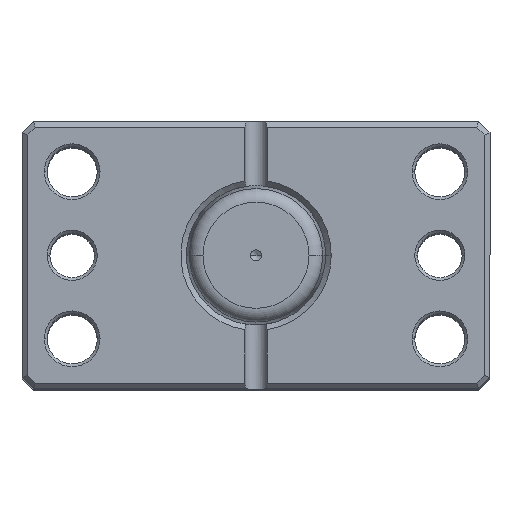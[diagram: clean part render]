
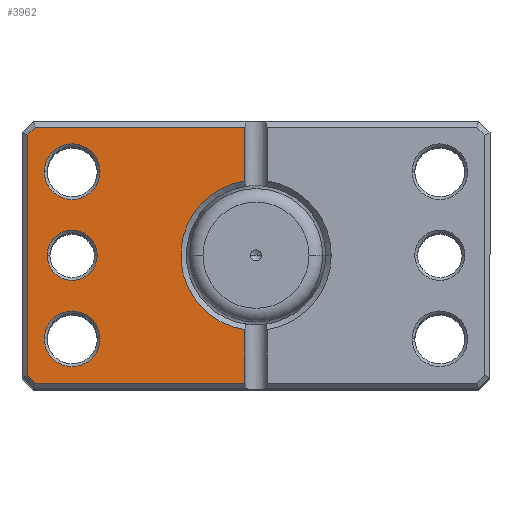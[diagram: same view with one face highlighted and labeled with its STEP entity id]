
A CAD part, top view. The second image highlights one B-rep face of the part: STEP entity #3962.
In plain terms, the highlighted face is planar.
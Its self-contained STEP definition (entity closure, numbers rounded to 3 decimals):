
#22 = FACE_BOUND ( 'NONE', #4403, .T. ) ;
#57 = CIRCLE ( 'NONE', #5854, 13.5 ) ;
#64 = AXIS2_PLACEMENT_3D ( 'NONE', #68, #3908, #628 ) ;
#68 = CARTESIAN_POINT ( 'NONE',  ( 33., 15., 0. ) ) ;
#95 = CARTESIAN_POINT ( 'NONE',  ( 33., -15., 0. ) ) ;
#158 = CARTESIAN_POINT ( 'NONE',  ( 2., 24., 0. ) ) ;
#296 = CIRCLE ( 'NONE', #1677, 4.5 ) ;
#404 = CARTESIAN_POINT ( 'NONE',  ( 0., 0., 0. ) ) ;
#514 = VERTEX_POINT ( 'NONE', #1888 ) ;
#523 = VERTEX_POINT ( 'NONE', #6259 ) ;
#628 = DIRECTION ( 'NONE',  ( 1., 0., 0. ) ) ;
#752 = PLANE ( 'NONE',  #4136 ) ;
#856 = CARTESIAN_POINT ( 'NONE',  ( 33., 0., 0. ) ) ;
#929 = CARTESIAN_POINT ( 'NONE',  ( 0., 23., 0. ) ) ;
#948 = DIRECTION ( 'NONE',  ( 1., 0., 0. ) ) ;
#1081 = DIRECTION ( 'NONE',  ( 0., 1., 0. ) ) ;
#1097 = EDGE_CURVE ( 'NONE', #1124, #2050, #3523, .T. ) ;
#1124 = VERTEX_POINT ( 'NONE', #3315 ) ;
#1137 = FACE_BOUND ( 'NONE', #1376, .T. ) ;
#1142 = DIRECTION ( 'NONE',  ( 0., 0., 1. ) ) ;
#1193 = CARTESIAN_POINT ( 'NONE',  ( 39.586, -23., 0. ) ) ;
#1245 = EDGE_LOOP ( 'NONE', ( #2566, #3638, #2347, #2694, #5592, #4190, #3201, #2899 ) ) ;
#1343 = DIRECTION ( 'NONE',  ( 1., 0., 0. ) ) ;
#1344 = DIRECTION ( 'NONE',  ( 0., 0., 1. ) ) ;
#1376 = EDGE_LOOP ( 'NONE', ( #1719, #3961 ) ) ;
#1387 = DIRECTION ( 'NONE',  ( 1., 0., 0. ) ) ;
#1471 = VECTOR ( 'NONE', #3922, 1000. ) ;
#1541 = EDGE_CURVE ( 'NONE', #2050, #1124, #3169, .T. ) ;
#1672 = EDGE_CURVE ( 'NONE', #4664, #6089, #2152, .T. ) ;
#1677 = AXIS2_PLACEMENT_3D ( 'NONE', #4618, #1344, #5180 ) ;
#1719 = ORIENTED_EDGE ( 'NONE', *, *, #1541, .T. ) ;
#1825 = DIRECTION ( 'NONE',  ( 1., 0., 0. ) ) ;
#1840 = CIRCLE ( 'NONE', #64, 5. ) ;
#1870 = DIRECTION ( 'NONE',  ( 0., 0., 1. ) ) ;
#1888 = CARTESIAN_POINT ( 'NONE',  ( 41., -21.586, 0. ) ) ;
#2050 = VERTEX_POINT ( 'NONE', #5074 ) ;
#2152 = LINE ( 'NONE', #6719, #6327 ) ;
#2233 = LINE ( 'NONE', #3800, #3508 ) ;
#2347 = ORIENTED_EDGE ( 'NONE', *, *, #4509, .T. ) ;
#2476 = CARTESIAN_POINT ( 'NONE',  ( 2., -13.351, 0. ) ) ;
#2520 = CIRCLE ( 'NONE', #3516, 4.5 ) ;
#2566 = ORIENTED_EDGE ( 'NONE', *, *, #5266, .T. ) ;
#2586 = FACE_BOUND ( 'NONE', #4235, .T. ) ;
#2598 = EDGE_CURVE ( 'NONE', #5464, #5810, #2706, .T. ) ;
#2671 = EDGE_CURVE ( 'NONE', #4322, #5585, #1840, .T. ) ;
#2694 = ORIENTED_EDGE ( 'NONE', *, *, #6930, .T. ) ;
#2706 = LINE ( 'NONE', #3829, #5112 ) ;
#2810 = EDGE_CURVE ( 'NONE', #5585, #4322, #5365, .T. ) ;
#2887 = VERTEX_POINT ( 'NONE', #6290 ) ;
#2899 = ORIENTED_EDGE ( 'NONE', *, *, #1672, .T. ) ;
#3122 = VECTOR ( 'NONE', #4189, 1000. ) ;
#3169 = CIRCLE ( 'NONE', #4461, 5. ) ;
#3201 = ORIENTED_EDGE ( 'NONE', *, *, #5960, .T. ) ;
#3236 = CARTESIAN_POINT ( 'NONE',  ( 38., 15., 0. ) ) ;
#3315 = CARTESIAN_POINT ( 'NONE',  ( 38., -15., 0. ) ) ;
#3416 = DIRECTION ( 'NONE',  ( 0., 1., 0. ) ) ;
#3472 = CARTESIAN_POINT ( 'NONE',  ( 2., 23., 0. ) ) ;
#3508 = VECTOR ( 'NONE', #1081, 1000. ) ;
#3516 = AXIS2_PLACEMENT_3D ( 'NONE', #856, #4675, #1387 ) ;
#3523 = CIRCLE ( 'NONE', #4373, 5. ) ;
#3556 = EDGE_CURVE ( 'NONE', #5810, #514, #6882, .T. ) ;
#3638 = ORIENTED_EDGE ( 'NONE', *, *, #6934, .T. ) ;
#3800 = CARTESIAN_POINT ( 'NONE',  ( 2., 24., 0. ) ) ;
#3829 = CARTESIAN_POINT ( 'NONE',  ( 31.293, 31.293, 0. ) ) ;
#3833 = ORIENTED_EDGE ( 'NONE', *, *, #2810, .T. ) ;
#3908 = DIRECTION ( 'NONE',  ( 0., 0., 1. ) ) ;
#3922 = DIRECTION ( 'NONE',  ( -0.707, -0.707, 0. ) ) ;
#3961 = ORIENTED_EDGE ( 'NONE', *, *, #1097, .T. ) ;
#3962 = ADVANCED_FACE ( 'NONE', ( #2586, #1137, #22, #5493 ), #752, .F. ) ;
#4136 = AXIS2_PLACEMENT_3D ( 'NONE', #4560, #5120, #1825 ) ;
#4189 = DIRECTION ( 'NONE',  ( 1., 0., 0. ) ) ;
#4190 = ORIENTED_EDGE ( 'NONE', *, *, #3556, .T. ) ;
#4213 = LINE ( 'NONE', #6053, #1471 ) ;
#4214 = DIRECTION ( 'NONE',  ( 0., 0., 1. ) ) ;
#4235 = EDGE_LOOP ( 'NONE', ( #6049, #6387 ) ) ;
#4240 = LINE ( 'NONE', #929, #3122 ) ;
#4253 = ORIENTED_EDGE ( 'NONE', *, *, #2671, .T. ) ;
#4274 = DIRECTION ( 'NONE',  ( 0., -1., 0. ) ) ;
#4322 = VERTEX_POINT ( 'NONE', #6315 ) ;
#4373 = AXIS2_PLACEMENT_3D ( 'NONE', #95, #6072, #4532 ) ;
#4403 = EDGE_LOOP ( 'NONE', ( #4253, #3833 ) ) ;
#4443 = AXIS2_PLACEMENT_3D ( 'NONE', #5168, #1870, #5695 ) ;
#4461 = AXIS2_PLACEMENT_3D ( 'NONE', #5919, #1142, #1343 ) ;
#4509 = EDGE_CURVE ( 'NONE', #2887, #5308, #2233, .T. ) ;
#4532 = DIRECTION ( 'NONE',  ( 1., 0., 0. ) ) ;
#4560 = CARTESIAN_POINT ( 'NONE',  ( 0., 0., 0. ) ) ;
#4583 = CARTESIAN_POINT ( 'NONE',  ( 2., -23., 0. ) ) ;
#4618 = CARTESIAN_POINT ( 'NONE',  ( 33., 0., 0. ) ) ;
#4664 = VERTEX_POINT ( 'NONE', #1193 ) ;
#4675 = DIRECTION ( 'NONE',  ( 0., 0., 1. ) ) ;
#4780 = CARTESIAN_POINT ( 'NONE',  ( 41., 0., 0. ) ) ;
#4781 = CARTESIAN_POINT ( 'NONE',  ( 39.586, 23., 0. ) ) ;
#4820 = VECTOR ( 'NONE', #3416, 1000. ) ;
#4837 = CARTESIAN_POINT ( 'NONE',  ( 41., 21.586, 0. ) ) ;
#4927 = DIRECTION ( 'NONE',  ( 0.707, -0.707, 0. ) ) ;
#5046 = LINE ( 'NONE', #158, #4820 ) ;
#5051 = DIRECTION ( 'NONE',  ( -1., 0., 0. ) ) ;
#5074 = CARTESIAN_POINT ( 'NONE',  ( 28., -15., 0. ) ) ;
#5112 = VECTOR ( 'NONE', #4927, 1000. ) ;
#5120 = DIRECTION ( 'NONE',  ( 0., 0., 1. ) ) ;
#5168 = CARTESIAN_POINT ( 'NONE',  ( 33., 15., 0. ) ) ;
#5180 = DIRECTION ( 'NONE',  ( 1., 0., 0. ) ) ;
#5266 = EDGE_CURVE ( 'NONE', #6089, #5793, #5046, .T. ) ;
#5282 = CARTESIAN_POINT ( 'NONE',  ( 37.5, 0., 0. ) ) ;
#5308 = VERTEX_POINT ( 'NONE', #3472 ) ;
#5354 = EDGE_CURVE ( 'NONE', #523, #6911, #296, .T. ) ;
#5365 = CIRCLE ( 'NONE', #4443, 5. ) ;
#5392 = EDGE_CURVE ( 'NONE', #6911, #523, #2520, .T. ) ;
#5464 = VERTEX_POINT ( 'NONE', #4781 ) ;
#5493 = FACE_OUTER_BOUND ( 'NONE', #1245, .T. ) ;
#5585 = VERTEX_POINT ( 'NONE', #3236 ) ;
#5592 = ORIENTED_EDGE ( 'NONE', *, *, #2598, .T. ) ;
#5695 = DIRECTION ( 'NONE',  ( 1., 0., 0. ) ) ;
#5793 = VERTEX_POINT ( 'NONE', #2476 ) ;
#5810 = VERTEX_POINT ( 'NONE', #4837 ) ;
#5854 = AXIS2_PLACEMENT_3D ( 'NONE', #404, #4214, #948 ) ;
#5919 = CARTESIAN_POINT ( 'NONE',  ( 33., -15., 0. ) ) ;
#5960 = EDGE_CURVE ( 'NONE', #514, #4664, #4213, .T. ) ;
#6049 = ORIENTED_EDGE ( 'NONE', *, *, #5354, .T. ) ;
#6053 = CARTESIAN_POINT ( 'NONE',  ( 31.293, -31.293, 0. ) ) ;
#6072 = DIRECTION ( 'NONE',  ( 0., 0., 1. ) ) ;
#6089 = VERTEX_POINT ( 'NONE', #4583 ) ;
#6259 = CARTESIAN_POINT ( 'NONE',  ( 28.5, 0., 0. ) ) ;
#6290 = CARTESIAN_POINT ( 'NONE',  ( 2., 13.351, 0. ) ) ;
#6315 = CARTESIAN_POINT ( 'NONE',  ( 28., 15., 0. ) ) ;
#6327 = VECTOR ( 'NONE', #5051, 1000. ) ;
#6387 = ORIENTED_EDGE ( 'NONE', *, *, #5392, .T. ) ;
#6709 = VECTOR ( 'NONE', #4274, 1000. ) ;
#6719 = CARTESIAN_POINT ( 'NONE',  ( 0., -23., 0. ) ) ;
#6882 = LINE ( 'NONE', #4780, #6709 ) ;
#6911 = VERTEX_POINT ( 'NONE', #5282 ) ;
#6930 = EDGE_CURVE ( 'NONE', #5308, #5464, #4240, .T. ) ;
#6934 = EDGE_CURVE ( 'NONE', #5793, #2887, #57, .T. ) ;
